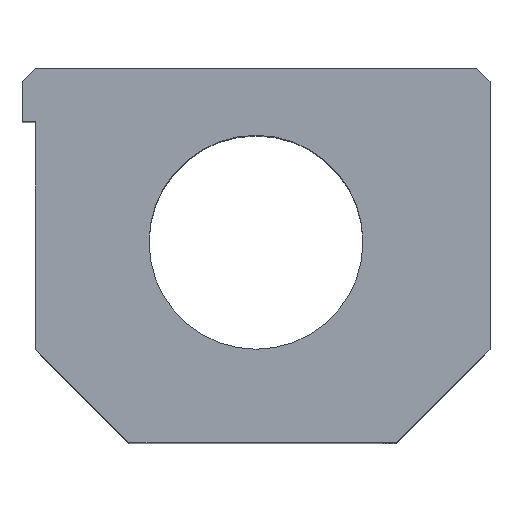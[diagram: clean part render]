
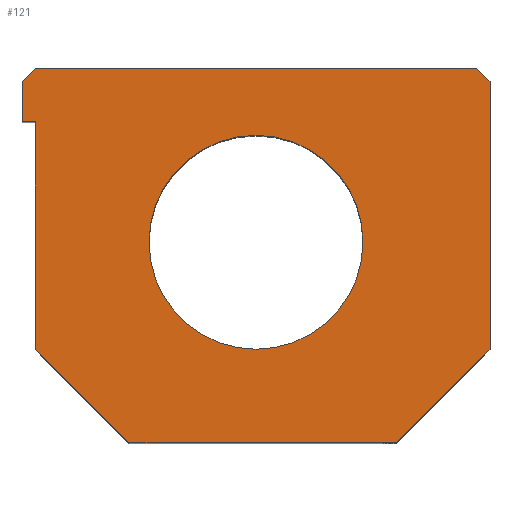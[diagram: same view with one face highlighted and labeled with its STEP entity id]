
A CAD part, top view. The second image highlights one B-rep face of the part: STEP entity #121.
In plain terms, the highlighted planar face has unit normal (0, 0, 1).
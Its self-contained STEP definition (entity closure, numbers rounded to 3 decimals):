
#121 = ADVANCED_FACE( '', ( #262, #263 ), #264, .T. );
#262 = FACE_OUTER_BOUND( '', #411, .T. );
#263 = FACE_BOUND( '', #412, .T. );
#264 = PLANE( '', #413 );
#411 = EDGE_LOOP( '', ( #692, #693, #694, #695, #696, #697, #698, #699, #700, #701 ) );
#412 = EDGE_LOOP( '', ( #702 ) );
#413 = AXIS2_PLACEMENT_3D( '', #703, #704, #705 );
#692 = ORIENTED_EDGE( '', *, *, #866, .T. );
#693 = ORIENTED_EDGE( '', *, *, #853, .T. );
#694 = ORIENTED_EDGE( '', *, *, #836, .T. );
#695 = ORIENTED_EDGE( '', *, *, #841, .T. );
#696 = ORIENTED_EDGE( '', *, *, #781, .T. );
#697 = ORIENTED_EDGE( '', *, *, #868, .T. );
#698 = ORIENTED_EDGE( '', *, *, #802, .T. );
#699 = ORIENTED_EDGE( '', *, *, #859, .T. );
#700 = ORIENTED_EDGE( '', *, *, #843, .T. );
#701 = ORIENTED_EDGE( '', *, *, #774, .T. );
#702 = ORIENTED_EDGE( '', *, *, #870, .T. );
#703 = CARTESIAN_POINT( '', ( 0., 0., 32. ) );
#704 = DIRECTION( '', ( 0., 0., 1. ) );
#705 = DIRECTION( '', ( 1., 0., 0. ) );
#774 = EDGE_CURVE( '', #901, #899, #902, .T. );
#781 = EDGE_CURVE( '', #914, #912, #915, .T. );
#802 = EDGE_CURVE( '', #951, #949, #952, .T. );
#836 = EDGE_CURVE( '', #1004, #1002, #1005, .T. );
#841 = EDGE_CURVE( '', #1002, #914, #1010, .T. );
#843 = EDGE_CURVE( '', #1012, #901, #1013, .T. );
#853 = EDGE_CURVE( '', #1026, #1004, #1027, .T. );
#859 = EDGE_CURVE( '', #949, #1012, #1033, .T. );
#866 = EDGE_CURVE( '', #899, #1026, #1040, .T. );
#868 = EDGE_CURVE( '', #912, #951, #1042, .T. );
#870 = EDGE_CURVE( '', #1044, #1044, #1045, .T. );
#899 = VERTEX_POINT( '', #1083 );
#901 = VERTEX_POINT( '', #1086 );
#902 = LINE( '', #1087, #1088 );
#912 = VERTEX_POINT( '', #1100 );
#914 = VERTEX_POINT( '', #1103 );
#915 = LINE( '', #1104, #1105 );
#949 = VERTEX_POINT( '', #1185 );
#951 = VERTEX_POINT( '', #1188 );
#952 = LINE( '', #1189, #1190 );
#1002 = VERTEX_POINT( '', #1254 );
#1004 = VERTEX_POINT( '', #1257 );
#1005 = LINE( '', #1258, #1259 );
#1010 = LINE( '', #1266, #1267 );
#1012 = VERTEX_POINT( '', #1269 );
#1013 = LINE( '', #1270, #1271 );
#1026 = VERTEX_POINT( '', #1289 );
#1027 = LINE( '', #1290, #1291 );
#1033 = LINE( '', #1300, #1301 );
#1040 = LINE( '', #1310, #1311 );
#1042 = LINE( '', #1313, #1314 );
#1044 = VERTEX_POINT( '', #1316 );
#1045 = CIRCLE( '', #1317, 8. );
#1083 = CARTESIAN_POINT( '', ( -16.5, 28., 32. ) );
#1086 = CARTESIAN_POINT( '', ( 16.5, 28., 32. ) );
#1087 = CARTESIAN_POINT( '', ( 16.5, 28., 32. ) );
#1088 = VECTOR( '', #1344, 1000. );
#1100 = CARTESIAN_POINT( '', ( -9.5, 0., 32. ) );
#1103 = CARTESIAN_POINT( '', ( -16.5, 7., 32. ) );
#1104 = CARTESIAN_POINT( '', ( -16.5, 7., 32. ) );
#1105 = VECTOR( '', #1354, 1000. );
#1185 = CARTESIAN_POINT( '', ( 17.5, 7., 32. ) );
#1188 = CARTESIAN_POINT( '', ( 10.5, 0., 32. ) );
#1189 = CARTESIAN_POINT( '', ( 10.5, 0., 32. ) );
#1190 = VECTOR( '', #1385, 1000. );
#1254 = CARTESIAN_POINT( '', ( -16.5, 24., 32. ) );
#1257 = CARTESIAN_POINT( '', ( -17.5, 24., 32. ) );
#1258 = CARTESIAN_POINT( '', ( -17.5, 24., 32. ) );
#1259 = VECTOR( '', #1428, 1000. );
#1266 = CARTESIAN_POINT( '', ( -16.5, 24., 32. ) );
#1267 = VECTOR( '', #1431, 1000. );
#1269 = CARTESIAN_POINT( '', ( 17.5, 27., 32. ) );
#1270 = CARTESIAN_POINT( '', ( 17.5, 27., 32. ) );
#1271 = VECTOR( '', #1432, 1000. );
#1289 = CARTESIAN_POINT( '', ( -17.5, 27., 32. ) );
#1290 = CARTESIAN_POINT( '', ( -17.5, 27., 32. ) );
#1291 = VECTOR( '', #1441, 1000. );
#1300 = CARTESIAN_POINT( '', ( 17.5, 7., 32. ) );
#1301 = VECTOR( '', #1445, 1000. );
#1310 = CARTESIAN_POINT( '', ( -16.5, 28., 32. ) );
#1311 = VECTOR( '', #1451, 1000. );
#1313 = CARTESIAN_POINT( '', ( -9.5, 0., 32. ) );
#1314 = VECTOR( '', #1452, 1000. );
#1316 = CARTESIAN_POINT( '', ( -8., 15., 32. ) );
#1317 = AXIS2_PLACEMENT_3D( '', #1453, #1454, #1455 );
#1344 = DIRECTION( '', ( -1., 0., 0. ) );
#1354 = DIRECTION( '', ( 0.707, -0.707, 0. ) );
#1385 = DIRECTION( '', ( 0.707, 0.707, 0. ) );
#1428 = DIRECTION( '', ( 1., 0., 0. ) );
#1431 = DIRECTION( '', ( 0., -1., 0. ) );
#1432 = DIRECTION( '', ( -0.707, 0.707, 0. ) );
#1441 = DIRECTION( '', ( 0., -1., 0. ) );
#1445 = DIRECTION( '', ( 0., 1., 0. ) );
#1451 = DIRECTION( '', ( -0.707, -0.707, 0. ) );
#1452 = DIRECTION( '', ( 1., 0., 0. ) );
#1453 = CARTESIAN_POINT( '', ( 0., 15., 32. ) );
#1454 = DIRECTION( '', ( 0., 0., -1. ) );
#1455 = DIRECTION( '', ( -1., 0., 0. ) );
